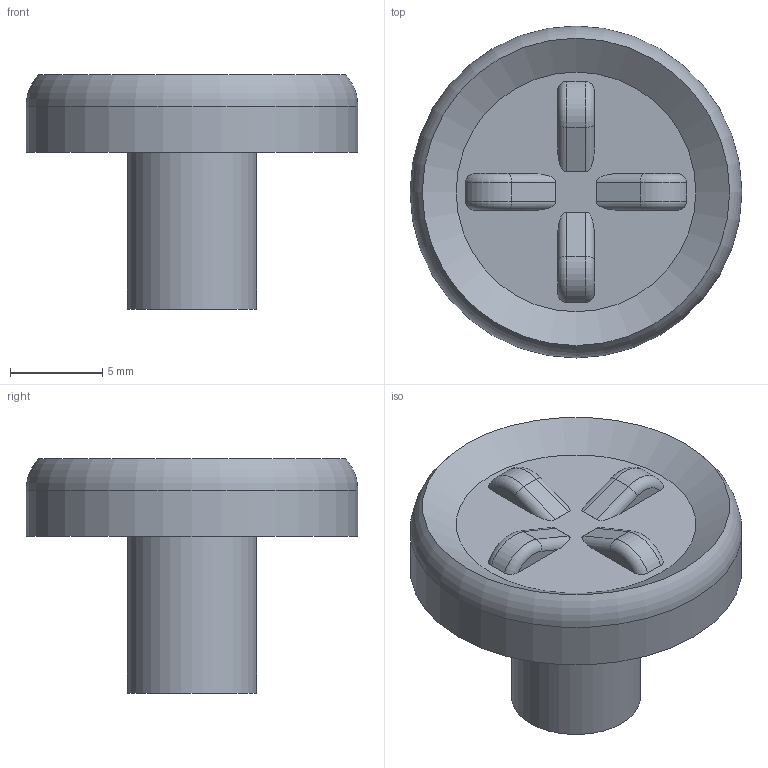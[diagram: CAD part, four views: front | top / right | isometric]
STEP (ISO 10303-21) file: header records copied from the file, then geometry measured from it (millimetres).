
FILE_DESCRIPTION(/* description */ (''),/* implementation_level */ '2;1');
FILE_NAME(/* name */ '5-way-concave-directional.step',/* time_stamp */ '2024-04-17T08:37:11-07:00',/* author */ (''),/* organization */ (''),/* preprocessor_version */ 'ST-DEVELOPER v20',/* originating_system */ 'Autodesk Translation Framework v12.20.1.177',/* authorisation */ '');
FILE_SCHEMA (('AUTOMOTIVE_DESIGN { 1 0 10303 214 3 1 1 }'));
Length unit declared in the file: millimetre
Products named in the file (1): 5-way-concave-directional
Bounding box: 18 x 18 x 12.7 mm (x, y, z)
Volume: 1138 mm3; surface area: 1007.9 mm2
Topology: 1 solids, 1 shells, 48 faces, 110 edges, 70 vertices
Faces by surface type: plane 24, cylinder 14, torus 9, cone 1
Full cylindrical faces by diameter (mm): 7 x1, 18 x1
Entity records: 1450 total; most frequent: CARTESIAN_POINT 301, DIRECTION 247, ORIENTED_EDGE 220, EDGE_CURVE 110, AXIS2_PLACEMENT_3D 96, VERTEX_POINT 70, LINE 55, VECTOR 55
